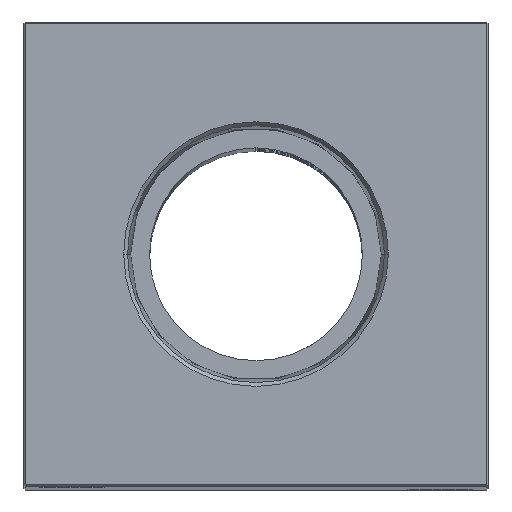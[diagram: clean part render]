
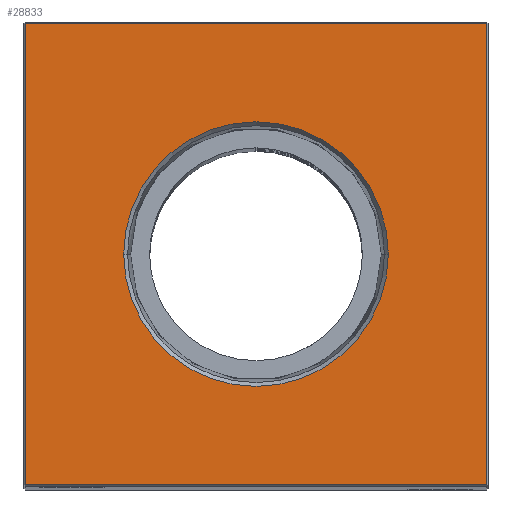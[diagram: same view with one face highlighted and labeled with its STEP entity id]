
A CAD part, top view. The second image highlights one B-rep face of the part: STEP entity #28833.
In plain terms, the highlighted planar face has unit normal (0, 0, 1).
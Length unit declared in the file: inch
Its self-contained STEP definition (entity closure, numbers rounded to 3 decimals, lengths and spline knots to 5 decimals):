
#1405 = FACE_BOUND ( 'NONE', #12400, .T. ) ;
#1747 = DIRECTION ( 'NONE',  ( -1., 0., 0. ) ) ;
#2068 = ORIENTED_EDGE ( 'NONE', *, *, #5373, .T. ) ;
#2520 = LINE ( 'NONE', #13116, #27745 ) ;
#2975 = CARTESIAN_POINT ( 'NONE',  ( -1.49, 1.49, 14. ) ) ;
#3103 = CARTESIAN_POINT ( 'NONE',  ( 0., -1.49, 14. ) ) ;
#3244 = ORIENTED_EDGE ( 'NONE', *, *, #4745, .T. ) ;
#3805 = VECTOR ( 'NONE', #33893, 39.37008 ) ;
#4657 = EDGE_CURVE ( 'NONE', #10473, #23656, #23507, .T. ) ;
#4745 = EDGE_CURVE ( 'NONE', #23656, #31197, #26970, .T. ) ;
#5098 = CARTESIAN_POINT ( 'NONE',  ( 1.49, -1.49, 14. ) ) ;
#5288 = EDGE_CURVE ( 'NONE', #31197, #23533, #12777, .T. ) ;
#5373 = EDGE_CURVE ( 'NONE', #23533, #10473, #2520, .T. ) ;
#5907 = EDGE_CURVE ( 'NONE', #12993, #15570, #33167, .T. ) ;
#6059 = VECTOR ( 'NONE', #10224, 39.37008 ) ;
#6690 = CARTESIAN_POINT ( 'NONE',  ( -1.49, -1.49, 14. ) ) ;
#6877 = ORIENTED_EDGE ( 'NONE', *, *, #5907, .F. ) ;
#7505 = DIRECTION ( 'NONE',  ( 0., 0., 1. ) ) ;
#7602 = EDGE_CURVE ( 'NONE', #15570, #12993, #25170, .T. ) ;
#10103 = AXIS2_PLACEMENT_3D ( 'NONE', #10658, #21298, #31852 ) ;
#10224 = DIRECTION ( 'NONE',  ( 0., -1., 0. ) ) ;
#10473 = VERTEX_POINT ( 'NONE', #2975 ) ;
#10658 = CARTESIAN_POINT ( 'NONE',  ( 0., 0., 14. ) ) ;
#11981 = PLANE ( 'NONE',  #23199 ) ;
#12400 = EDGE_LOOP ( 'NONE', ( #6877, #28038 ) ) ;
#12777 = LINE ( 'NONE', #23432, #3805 ) ;
#12845 = CARTESIAN_POINT ( 'NONE',  ( -0.85498, 0., 14. ) ) ;
#12993 = VERTEX_POINT ( 'NONE', #21558 ) ;
#13116 = CARTESIAN_POINT ( 'NONE',  ( 0., 1.49, 14. ) ) ;
#13717 = DIRECTION ( 'NONE',  ( 1., 0., 0. ) ) ;
#14914 = CARTESIAN_POINT ( 'NONE',  ( 0., 0., 14. ) ) ;
#15570 = VERTEX_POINT ( 'NONE', #12845 ) ;
#17723 = VECTOR ( 'NONE', #13717, 39.37008 ) ;
#18082 = DIRECTION ( 'NONE',  ( 1., 0., 0. ) ) ;
#18181 = AXIS2_PLACEMENT_3D ( 'NONE', #31342, #7505, #18082 ) ;
#18713 = ORIENTED_EDGE ( 'NONE', *, *, #5288, .T. ) ;
#21298 = DIRECTION ( 'NONE',  ( 0., 0., 1. ) ) ;
#21558 = CARTESIAN_POINT ( 'NONE',  ( 0.85498, 0., 14. ) ) ;
#23199 = AXIS2_PLACEMENT_3D ( 'NONE', #14914, #25615, #1747 ) ;
#23432 = CARTESIAN_POINT ( 'NONE',  ( 1.49, 0., 14. ) ) ;
#23507 = LINE ( 'NONE', #33965, #6059 ) ;
#23533 = VERTEX_POINT ( 'NONE', #25370 ) ;
#23656 = VERTEX_POINT ( 'NONE', #6690 ) ;
#23778 = DIRECTION ( 'NONE',  ( -1., 0., 0. ) ) ;
#25170 = CIRCLE ( 'NONE', #10103, 0.85498 ) ;
#25266 = FACE_OUTER_BOUND ( 'NONE', #28611, .T. ) ;
#25370 = CARTESIAN_POINT ( 'NONE',  ( 1.49, 1.49, 14. ) ) ;
#25615 = DIRECTION ( 'NONE',  ( 0., 0., -1. ) ) ;
#26970 = LINE ( 'NONE', #3103, #17723 ) ;
#27745 = VECTOR ( 'NONE', #23778, 39.37008 ) ;
#28038 = ORIENTED_EDGE ( 'NONE', *, *, #7602, .F. ) ;
#28611 = EDGE_LOOP ( 'NONE', ( #30392, #3244, #18713, #2068 ) ) ;
#28833 = ADVANCED_FACE ( 'NONE', ( #25266, #1405 ), #11981, .F. ) ;
#30392 = ORIENTED_EDGE ( 'NONE', *, *, #4657, .T. ) ;
#31197 = VERTEX_POINT ( 'NONE', #5098 ) ;
#31342 = CARTESIAN_POINT ( 'NONE',  ( 0., 0., 14. ) ) ;
#31852 = DIRECTION ( 'NONE',  ( 1., 0., 0. ) ) ;
#33167 = CIRCLE ( 'NONE', #18181, 0.85498 ) ;
#33893 = DIRECTION ( 'NONE',  ( 0., 1., 0. ) ) ;
#33965 = CARTESIAN_POINT ( 'NONE',  ( -1.49, 0., 14. ) ) ;
